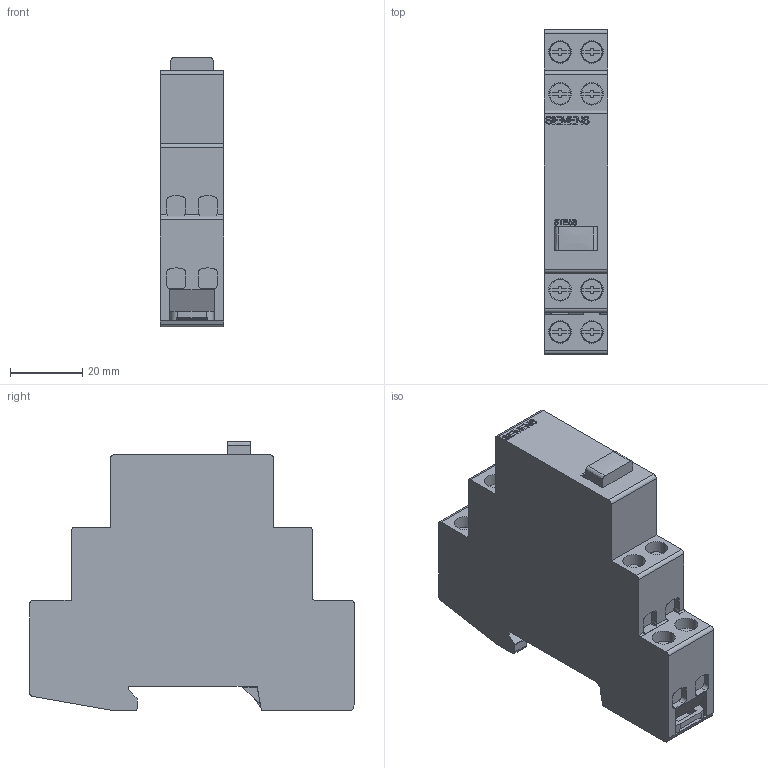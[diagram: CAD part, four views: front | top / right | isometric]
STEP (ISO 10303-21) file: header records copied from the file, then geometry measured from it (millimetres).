
FILE_DESCRIPTION(('STEP AP214'),'1');
FILE_NAME('cctmp_4B61777F-3A65-4115-8F4F-E6058D8F3E33_2023_07_22_08_44_07_0279..stp','2023-07-22T06:44:07',('SIEMENS A&D'),('CADClick - www.CADClick.com'),'Spatial InterOp 3D postprocessed',' ','unknown authorization');
FILE_SCHEMA(('AUTOMOTIVE_DESIGN'));
Length unit declared in the file: millimetre
Products named in the file (1): 2023_07_22_08_44_07_0260
Bounding box: 17.6 x 89.8 x 74.59 mm (x, y, z)
Volume: 80765.5 mm3; surface area: 17425.3 mm2
Topology: 1 solids, 1 shells, 531 faces, 1473 edges, 977 vertices
Faces by surface type: plane 325, cylinder 107, bspline 99
Full cylindrical faces by diameter (mm): 5.75 x5
Entity records: 25480 total; most frequent: CARTESIAN_POINT 10778, ORIENTED_EDGE 2936, DIRECTION 2332, EDGE_CURVE 1468, LINE 1024, VECTOR 1024, VERTEX_POINT 977, AXIS2_PLACEMENT_3D 654
